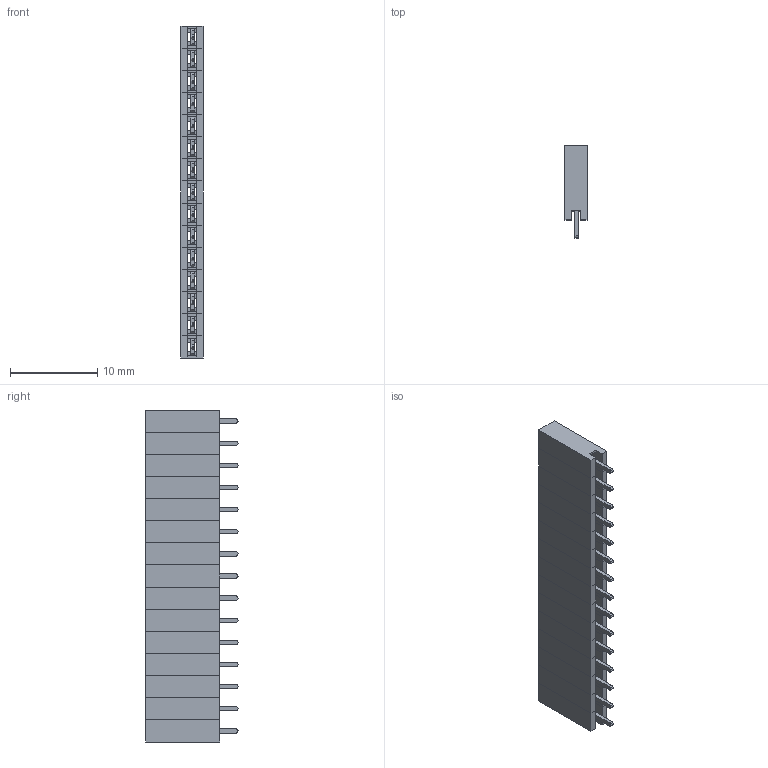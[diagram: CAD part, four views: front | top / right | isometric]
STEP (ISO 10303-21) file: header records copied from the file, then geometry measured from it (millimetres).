
FILE_DESCRIPTION (( 'STEP AP203' ), '1' );
FILE_NAME ('Header_15.STEP', '2017-02-24T13:42:35', ( '' ), ( '' ), 'SwSTEP 2.0', 'SolidWorks 2015', '' );
FILE_SCHEMA (( 'CONFIG_CONTROL_DESIGN' ));
Length unit declared in the file: millimetre
Products named in the file (4): Header_15; pin; header
Assembly tree (17 placements, depth 3):
  Header_15
    header  x15
      header
      pin
Bounding box: 2.54 x 10.59 x 38.1 mm (x, y, z)
Volume: 597.5 mm3; surface area: 2586.4 mm2
Topology: 30 solids, 30 shells, 630 faces, 1710 edges, 1140 vertices
Faces by surface type: plane 570, cylinder 60
Entity records: 2176 total; most frequent: CARTESIAN_POINT 253, DIRECTION 248, ORIENTED_EDGE 228, EDGE_CURVE 114, VECTOR 106, LINE 106, VERTEX_POINT 76, AXIS2_PLACEMENT_3D 71
